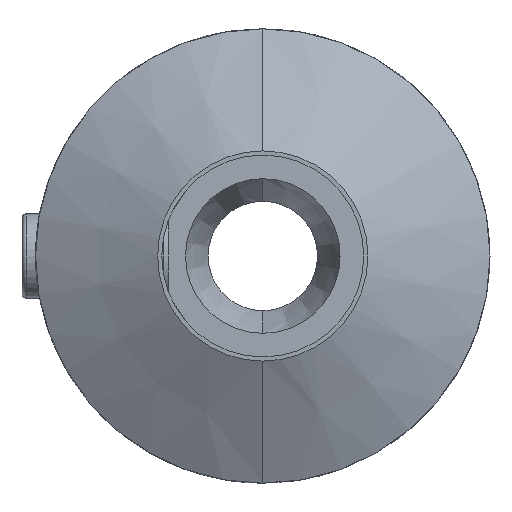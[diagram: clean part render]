
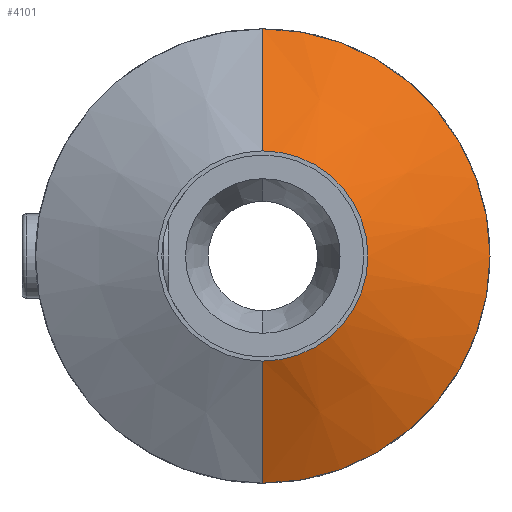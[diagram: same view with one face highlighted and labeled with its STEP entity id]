
A CAD part, left-side view. The second image highlights one B-rep face of the part: STEP entity #4101.
In plain terms, the highlighted conical face has half-angle 63.137 degrees and reference radius 13.5 mm.
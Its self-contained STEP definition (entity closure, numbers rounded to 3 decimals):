
#17 = ORIENTED_EDGE ( 'NONE', *, *, #70, .F. ) ;
#34 = ORIENTED_EDGE ( 'NONE', *, *, #2974, .T. ) ;
#70 = EDGE_CURVE ( 'NONE', #3820, #389, #4690, .T. ) ;
#114 = LINE ( 'NONE', #939, #768 ) ;
#165 = DIRECTION ( 'NONE',  ( 0.452, 0., -0.892 ) ) ;
#389 = VERTEX_POINT ( 'NONE', #2570 ) ;
#614 = DIRECTION ( 'NONE',  ( -1., 0., 0. ) ) ;
#697 = EDGE_CURVE ( 'NONE', #1580, #3820, #2004, .T. ) ;
#763 = EDGE_CURVE ( 'NONE', #1580, #4530, #114, .T. ) ;
#768 = VECTOR ( 'NONE', #165, 1000. ) ;
#771 = DIRECTION ( 'NONE',  ( 0., 0., -1. ) ) ;
#801 = CARTESIAN_POINT ( 'NONE',  ( -24.326, 0., 0. ) ) ;
#881 = FACE_OUTER_BOUND ( 'NONE', #4195, .T. ) ;
#939 = CARTESIAN_POINT ( 'NONE',  ( -24.326, 0., -13.5 ) ) ;
#1168 = DIRECTION ( 'NONE',  ( 0., 0., 1. ) ) ;
#1580 = VERTEX_POINT ( 'NONE', #4611 ) ;
#1802 = VECTOR ( 'NONE', #5131, 1000. ) ;
#1818 = CARTESIAN_POINT ( 'NONE',  ( -28., 0., 0. ) ) ;
#1928 = CARTESIAN_POINT ( 'NONE',  ( -28., 0., 6.247 ) ) ;
#2004 = CIRCLE ( 'NONE', #2176, 6.247 ) ;
#2102 = AXIS2_PLACEMENT_3D ( 'NONE', #3669, #4968, #1168 ) ;
#2151 = ORIENTED_EDGE ( 'NONE', *, *, #697, .F. ) ;
#2176 = AXIS2_PLACEMENT_3D ( 'NONE', #1818, #614, #3481 ) ;
#2570 = CARTESIAN_POINT ( 'NONE',  ( -24.326, 0., 13.5 ) ) ;
#2867 = DIRECTION ( 'NONE',  ( 1., 0., 0. ) ) ;
#2974 = EDGE_CURVE ( 'NONE', #4530, #389, #3490, .T. ) ;
#3407 = AXIS2_PLACEMENT_3D ( 'NONE', #801, #2867, #771 ) ;
#3481 = DIRECTION ( 'NONE',  ( 0., 0., 1. ) ) ;
#3490 = CIRCLE ( 'NONE', #2102, 13.5 ) ;
#3669 = CARTESIAN_POINT ( 'NONE',  ( -24.326, 0., 0. ) ) ;
#3728 = ORIENTED_EDGE ( 'NONE', *, *, #763, .T. ) ;
#3820 = VERTEX_POINT ( 'NONE', #1928 ) ;
#3889 = CARTESIAN_POINT ( 'NONE',  ( -24.326, 0., 13.5 ) ) ;
#3924 = CARTESIAN_POINT ( 'NONE',  ( -24.326, 0., -13.5 ) ) ;
#4101 = ADVANCED_FACE ( 'NONE', ( #881 ), #4493, .T. ) ;
#4195 = EDGE_LOOP ( 'NONE', ( #17, #2151, #3728, #34 ) ) ;
#4493 = CONICAL_SURFACE ( 'NONE', #3407, 13.5, 1.102 ) ;
#4530 = VERTEX_POINT ( 'NONE', #3924 ) ;
#4611 = CARTESIAN_POINT ( 'NONE',  ( -28., 0., -6.247 ) ) ;
#4690 = LINE ( 'NONE', #3889, #1802 ) ;
#4968 = DIRECTION ( 'NONE',  ( -1., 0., 0. ) ) ;
#5131 = DIRECTION ( 'NONE',  ( 0.452, 0., 0.892 ) ) ;
